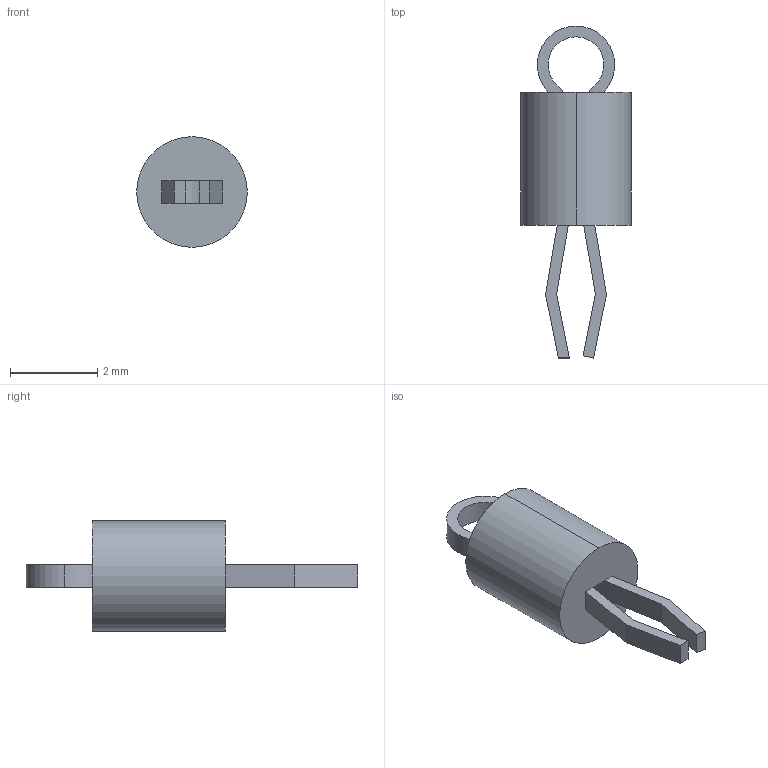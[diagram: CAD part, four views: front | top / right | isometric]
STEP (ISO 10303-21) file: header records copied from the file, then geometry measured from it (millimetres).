
FILE_DESCRIPTION (( 'STEP AP214' ), '1' );
FILE_NAME ('5003.STEP', '2007-12-17T15:34:47', ( 'Richard Maletta' ), ( '' ), 'SwSTEP 2.0', 'SolidWorks 2007', '' );
FILE_SCHEMA (( 'AUTOMOTIVE_DESIGN' ));
Length unit declared in the file: inch
Products named in the file (1): 5003
Bounding box: 2.54 x 7.62 x 2.54 mm (x, y, z)
Volume: 16.1 mm3; surface area: 54.2 mm2
Topology: 1 solids, 1 shells, 32 faces, 88 edges, 56 vertices
Faces by surface type: plane 22, cylinder 10
Entity records: 1125 total; most frequent: DIRECTION 178, CARTESIAN_POINT 177, ORIENTED_EDGE 176, EDGE_CURVE 88, VECTOR 64, LINE 64, AXIS2_PLACEMENT_3D 57, VERTEX_POINT 56
